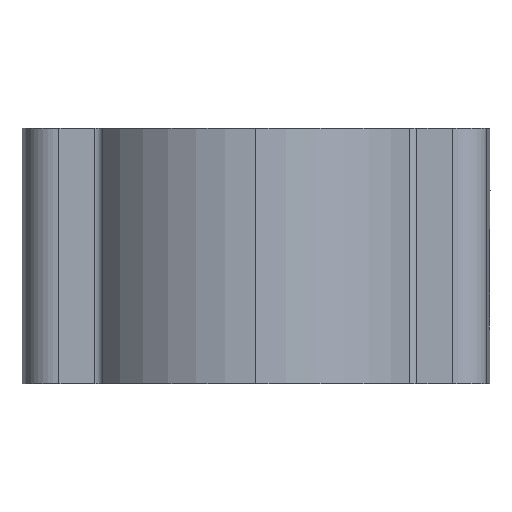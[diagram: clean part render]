
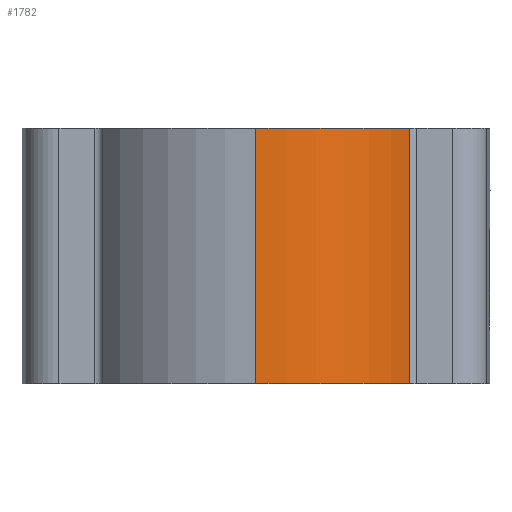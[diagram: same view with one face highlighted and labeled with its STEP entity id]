
A CAD part, left-side view. The second image highlights one B-rep face of the part: STEP entity #1782.
In plain terms, the highlighted cylindrical face has radius 4.25 mm (diameter 8.5 mm), a partial arc.
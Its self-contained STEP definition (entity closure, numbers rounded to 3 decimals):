
#100 = CARTESIAN_POINT ( 'NONE',  ( -4.25, 0., 3. ) ) ;
#249 = DIRECTION ( 'NONE',  ( 0., 0., -1. ) ) ;
#356 = ORIENTED_EDGE ( 'NONE', *, *, #3738, .F. ) ;
#675 = ORIENTED_EDGE ( 'NONE', *, *, #4908, .T. ) ;
#834 = CARTESIAN_POINT ( 'NONE',  ( -2.244, -3.609, 3. ) ) ;
#957 = CIRCLE ( 'NONE', #2932, 4.25 ) ;
#969 = AXIS2_PLACEMENT_3D ( 'NONE', #2508, #2177, #1669 ) ;
#997 = DIRECTION ( 'NONE',  ( 1., 0., 0. ) ) ;
#1267 = CARTESIAN_POINT ( 'NONE',  ( -4.25, 0., 3. ) ) ;
#1305 = VERTEX_POINT ( 'NONE', #1267 ) ;
#1669 = DIRECTION ( 'NONE',  ( 1., 0., 0. ) ) ;
#1753 = VERTEX_POINT ( 'NONE', #4783 ) ;
#1782 = ADVANCED_FACE ( 'NONE', ( #5194 ), #2488, .T. ) ;
#2177 = DIRECTION ( 'NONE',  ( 0., 0., 1. ) ) ;
#2224 = EDGE_LOOP ( 'NONE', ( #2520, #4959, #675, #356 ) ) ;
#2337 = DIRECTION ( 'NONE',  ( 0., 0., -1. ) ) ;
#2488 = CYLINDRICAL_SURFACE ( 'NONE', #4514, 4.25 ) ;
#2508 = CARTESIAN_POINT ( 'NONE',  ( 0., 0., -3. ) ) ;
#2520 = ORIENTED_EDGE ( 'NONE', *, *, #3209, .F. ) ;
#2782 = LINE ( 'NONE', #100, #3681 ) ;
#2834 = VECTOR ( 'NONE', #3417, 1000. ) ;
#2932 = AXIS2_PLACEMENT_3D ( 'NONE', #5468, #3197, #997 ) ;
#3070 = LINE ( 'NONE', #834, #2834 ) ;
#3197 = DIRECTION ( 'NONE',  ( 0., 0., 1. ) ) ;
#3209 = EDGE_CURVE ( 'NONE', #1305, #1753, #957, .T. ) ;
#3398 = CARTESIAN_POINT ( 'NONE',  ( -2.244, -3.609, -3. ) ) ;
#3417 = DIRECTION ( 'NONE',  ( 0., 0., -1. ) ) ;
#3448 = DIRECTION ( 'NONE',  ( -1., 0., 0. ) ) ;
#3681 = VECTOR ( 'NONE', #2337, 1000. ) ;
#3738 = EDGE_CURVE ( 'NONE', #1753, #5555, #3070, .T. ) ;
#4261 = CARTESIAN_POINT ( 'NONE',  ( 0., 0., 3. ) ) ;
#4455 = EDGE_CURVE ( 'NONE', #1305, #5456, #2782, .T. ) ;
#4514 = AXIS2_PLACEMENT_3D ( 'NONE', #4261, #249, #3448 ) ;
#4783 = CARTESIAN_POINT ( 'NONE',  ( -2.244, -3.609, 3. ) ) ;
#4800 = CIRCLE ( 'NONE', #969, 4.25 ) ;
#4908 = EDGE_CURVE ( 'NONE', #5456, #5555, #4800, .T. ) ;
#4959 = ORIENTED_EDGE ( 'NONE', *, *, #4455, .T. ) ;
#5090 = CARTESIAN_POINT ( 'NONE',  ( -4.25, 0., -3. ) ) ;
#5194 = FACE_OUTER_BOUND ( 'NONE', #2224, .T. ) ;
#5456 = VERTEX_POINT ( 'NONE', #5090 ) ;
#5468 = CARTESIAN_POINT ( 'NONE',  ( 0., 0., 3. ) ) ;
#5555 = VERTEX_POINT ( 'NONE', #3398 ) ;
